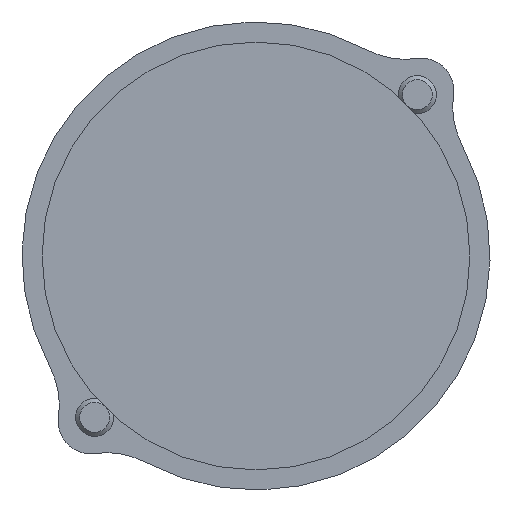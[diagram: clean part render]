
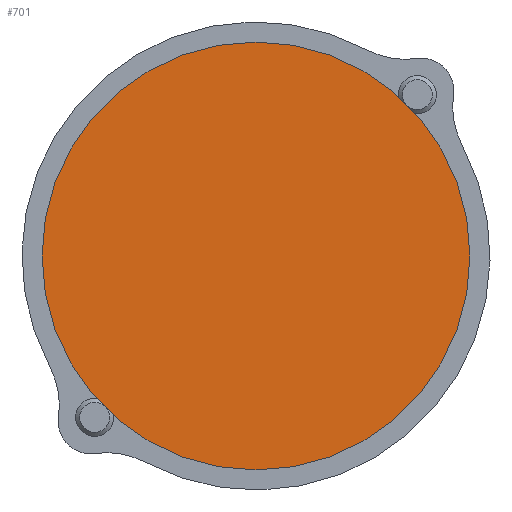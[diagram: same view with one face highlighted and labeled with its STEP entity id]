
A CAD part, left-side view. The second image highlights one B-rep face of the part: STEP entity #701.
In plain terms, the highlighted planar face has unit normal (-1, 0, 0).
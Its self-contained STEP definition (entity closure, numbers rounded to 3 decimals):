
#79=CIRCLE('',#801,22.5);
#204=ORIENTED_EDGE('',*,*,#333,.F.);
#333=EDGE_CURVE('',#403,#403,#79,.T.);
#403=VERTEX_POINT('',#1227);
#526=EDGE_LOOP('',(#204));
#606=FACE_BOUND('',#526,.T.);
#662=PLANE('',#800);
#701=ADVANCED_FACE('',(#606),#662,.F.);
#800=AXIS2_PLACEMENT_3D('',#1225,#994,#995);
#801=AXIS2_PLACEMENT_3D('',#1226,#996,#997);
#994=DIRECTION('',(1.,0.,0.));
#995=DIRECTION('',(0.,0.,-1.));
#996=DIRECTION('',(1.,0.,0.));
#997=DIRECTION('',(0.,0.,-1.));
#1225=CARTESIAN_POINT('',(0.,0.,0.));
#1226=CARTESIAN_POINT('',(0.,0.,0.));
#1227=CARTESIAN_POINT('',(0.,0.,-22.5));
